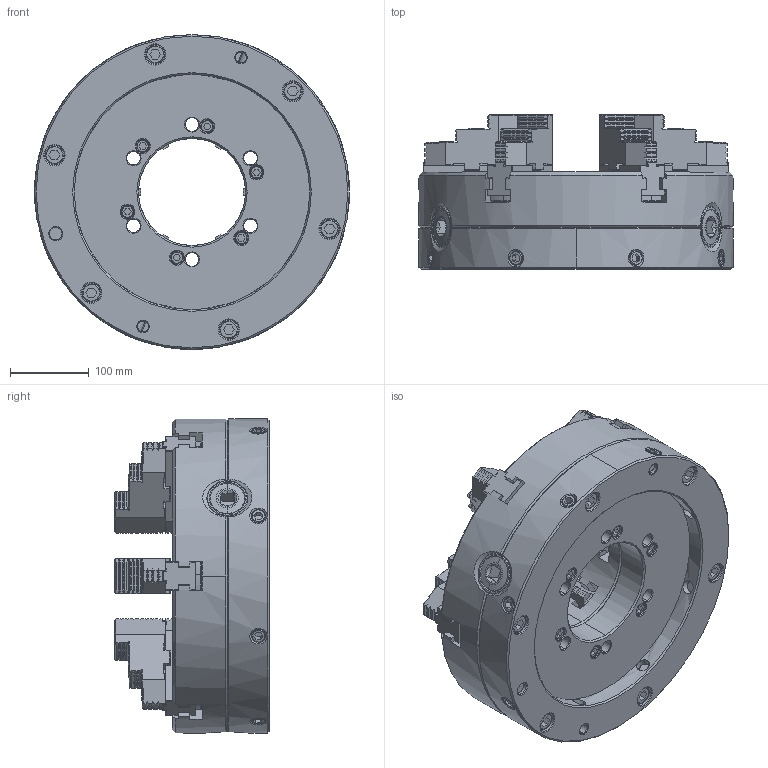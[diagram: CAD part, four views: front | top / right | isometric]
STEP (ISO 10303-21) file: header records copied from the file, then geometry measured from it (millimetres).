
FILE_DESCRIPTION (( 'STEP AP203' ), '1' );
FILE_NAME ('1-103-1600.STEP', '2023-04-18T02:48:12', ( '' ), ( '' ), 'SwSTEP 2.0', 'SolidWorks 2021', '' );
FILE_SCHEMA (( 'CONFIG_CONTROL_DESIGN' ));
Length unit declared in the file: millimetre
Products named in the file (4): PA6-400攫极; tiaojeilouding1; 1-103-1600; A-JAW
Assembly tree (71 placements, depth 2):
  1-103-1600
    PA6-400攫极
    A-JAW  x62
    tiaojeilouding1  x8
Bounding box: 400 x 195.8 x 400 mm (x, y, z)
Surface area: 5344375.7 mm2
Topology: 257 solids, 257 shells, 29975 faces, 81639 edges, 52469 vertices
Faces by surface type: plane 14496, cone 7631, cylinder 6782, torus 930, bspline 136
Entity records: 35393 total; most frequent: CARTESIAN_POINT 8823, ORIENTED_EDGE 5134, DIRECTION 5081, EDGE_CURVE 2567, AXIS2_PLACEMENT_3D 1856, VERTEX_POINT 1642, LINE 1369, VECTOR 1369
